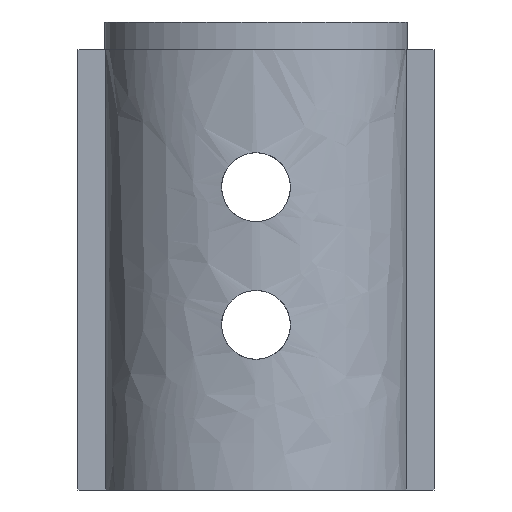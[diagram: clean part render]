
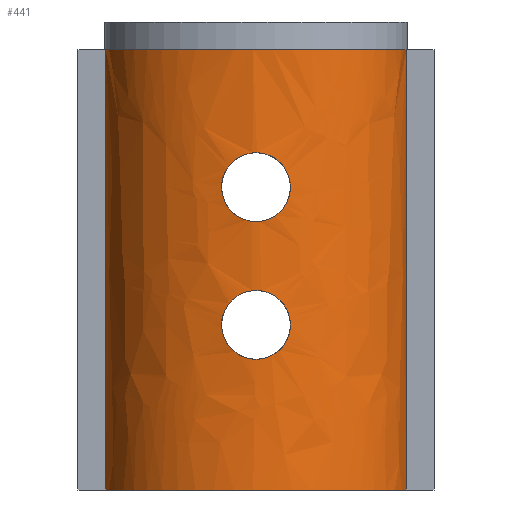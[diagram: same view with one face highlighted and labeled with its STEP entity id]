
A CAD part, left-side view. The second image highlights one B-rep face of the part: STEP entity #441.
In plain terms, the highlighted free-form (B-spline) face has degree [3, 1] with [7, 2] control points.
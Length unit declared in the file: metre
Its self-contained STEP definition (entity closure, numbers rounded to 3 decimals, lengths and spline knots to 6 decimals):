
#10=LINE('',#752,#42);
#11=LINE('',#756,#43);
#42=VECTOR('',#559,1.);
#43=VECTOR('',#562,1.);
#74=B_SPLINE_CURVE_WITH_KNOTS('',3,(#725,#726,#727,#728,#729,#730,#731,
#732,#733,#734,#735),.UNSPECIFIED.,.T.,.F.,(1,1,1,1,1,1,1,1,1,1,1,1,1,1,
1),(-0.005874,-0.003916,-0.001958,0.,
0.001958,0.003916,0.005874,0.007832,
0.00979,0.011749,0.013707,0.015665,
0.017623,0.019581,0.021539),.UNSPECIFIED.);
#75=B_SPLINE_CURVE_WITH_KNOTS('',3,(#737,#738,#739,#740,#741,#742,#743,
#744,#745,#746,#747),.UNSPECIFIED.,.T.,.F.,(1,1,1,1,1,1,1,1,1,1,1,1,1,1,
1),(-0.005874,-0.003916,-0.001958,0.,
0.001958,0.003916,0.005874,0.007832,
0.00979,0.011749,0.013707,0.015665,
0.017623,0.019581,0.021539),.UNSPECIFIED.);
#131=ORIENTED_EDGE('',*,*,#233,.T.);
#132=ORIENTED_EDGE('',*,*,#234,.T.);
#133=ORIENTED_EDGE('',*,*,#235,.T.);
#134=ORIENTED_EDGE('',*,*,#236,.F.);
#135=ORIENTED_EDGE('',*,*,#237,.F.);
#136=ORIENTED_EDGE('',*,*,#238,.T.);
#233=EDGE_CURVE('',#287,#287,#74,.T.);
#234=EDGE_CURVE('',#288,#288,#75,.T.);
#235=EDGE_CURVE('',#289,#290,#325,.T.);
#236=EDGE_CURVE('',#291,#290,#10,.T.);
#237=EDGE_CURVE('',#292,#291,#326,.T.);
#238=EDGE_CURVE('',#292,#289,#11,.T.);
#287=VERTEX_POINT('',#736);
#288=VERTEX_POINT('',#748);
#289=VERTEX_POINT('',#750);
#290=VERTEX_POINT('',#751);
#291=VERTEX_POINT('',#753);
#292=VERTEX_POINT('',#755);
#325=ELLIPSE('',#500,0.011,0.009);
#326=ELLIPSE('',#501,0.011,0.009);
#341=EDGE_LOOP('',(#131));
#342=EDGE_LOOP('',(#132));
#343=EDGE_LOOP('',(#133,#134,#135,#136));
#393=FACE_BOUND('',#341,.T.);
#394=FACE_BOUND('',#342,.T.);
#395=FACE_BOUND('',#343,.T.);
#434=B_SPLINE_SURFACE_WITH_KNOTS('',3,1,((#711,#712),(#713,#714),(#715,
#716),(#717,#718),(#719,#720),(#721,#722),(#723,#724)),
 .SURF_OF_LINEAR_EXTRUSION.,.F.,.F.,.F.,(4,1,1,1,4),(2,2),(3.252934,
3.982661,4.712389,5.442117,6.171844),(0.,
1.),.UNSPECIFIED.);
#441=ADVANCED_FACE('',(#393,#394,#395),#434,.F.);
#500=AXIS2_PLACEMENT_3D('',#749,#557,#558);
#501=AXIS2_PLACEMENT_3D('',#754,#560,#561);
#557=DIRECTION('',(0.,0.,1.));
#558=DIRECTION('',(0.,-1.,0.));
#559=DIRECTION('',(0.,0.,-1.));
#560=DIRECTION('',(0.,0.,1.));
#561=DIRECTION('',(0.,-1.,0.));
#562=DIRECTION('',(0.,0.,-1.));
#711=CARTESIAN_POINT('',(-0.001,0.010932,0.03));
#712=CARTESIAN_POINT('',(-0.001,0.010932,-0.002));
#713=CARTESIAN_POINT('',(-0.003176,0.010635,0.03));
#714=CARTESIAN_POINT('',(-0.003176,0.010635,-0.002));
#715=CARTESIAN_POINT('',(-0.007329,0.008014,0.03));
#716=CARTESIAN_POINT('',(-0.007329,0.008014,-0.002));
#717=CARTESIAN_POINT('',(-0.009836,0.,0.03));
#718=CARTESIAN_POINT('',(-0.009836,0.,-0.002));
#719=CARTESIAN_POINT('',(-0.007329,-0.008014,0.03));
#720=CARTESIAN_POINT('',(-0.007329,-0.008014,-0.002));
#721=CARTESIAN_POINT('',(-0.003176,-0.010635,0.03));
#722=CARTESIAN_POINT('',(-0.003176,-0.010635,-0.002));
#723=CARTESIAN_POINT('',(-0.001,-0.010932,0.03));
#724=CARTESIAN_POINT('',(-0.001,-0.010932,-0.002));
#725=CARTESIAN_POINT('',(-0.008884,-0.001961,0.018043));
#726=CARTESIAN_POINT('',(-0.009058,0.,0.017229));
#727=CARTESIAN_POINT('',(-0.008884,0.001959,0.018042));
#728=CARTESIAN_POINT('',(-0.008705,0.00277,0.019997));
#729=CARTESIAN_POINT('',(-0.008884,0.00196,0.021959));
#730=CARTESIAN_POINT('',(-0.009058,0.000001,0.02277));
#731=CARTESIAN_POINT('',(-0.008884,-0.001957,0.021961));
#732=CARTESIAN_POINT('',(-0.008705,-0.00277,0.020002));
#733=CARTESIAN_POINT('',(-0.008884,-0.001961,0.018043));
#734=CARTESIAN_POINT('',(-0.009058,0.,0.017229));
#735=CARTESIAN_POINT('',(-0.008884,0.001959,0.018042));
#736=CARTESIAN_POINT('',(-0.009,0.,0.0175));
#737=CARTESIAN_POINT('',(-0.008884,-0.001961,0.008043));
#738=CARTESIAN_POINT('',(-0.009058,0.,0.007229));
#739=CARTESIAN_POINT('',(-0.008884,0.001959,0.008042));
#740=CARTESIAN_POINT('',(-0.008705,0.00277,0.009997));
#741=CARTESIAN_POINT('',(-0.008884,0.00196,0.011959));
#742=CARTESIAN_POINT('',(-0.009058,0.000001,0.01277));
#743=CARTESIAN_POINT('',(-0.008884,-0.001957,0.011961));
#744=CARTESIAN_POINT('',(-0.008705,-0.00277,0.010002));
#745=CARTESIAN_POINT('',(-0.008884,-0.001961,0.008043));
#746=CARTESIAN_POINT('',(-0.009058,0.,0.007229));
#747=CARTESIAN_POINT('',(-0.008884,0.001959,0.008042));
#748=CARTESIAN_POINT('',(-0.009,0.,0.0075));
#749=CARTESIAN_POINT('',(0.,0.,-0.002));
#750=CARTESIAN_POINT('',(-0.001,0.010932,-0.002));
#751=CARTESIAN_POINT('',(-0.001,-0.010932,-0.002));
#752=CARTESIAN_POINT('',(-0.001,-0.010932,0.030002));
#753=CARTESIAN_POINT('',(-0.001,-0.010932,0.03));
#754=CARTESIAN_POINT('',(0.,0.,0.03));
#755=CARTESIAN_POINT('',(-0.001,0.010932,0.03));
#756=CARTESIAN_POINT('',(-0.001,0.010932,0.030002));
